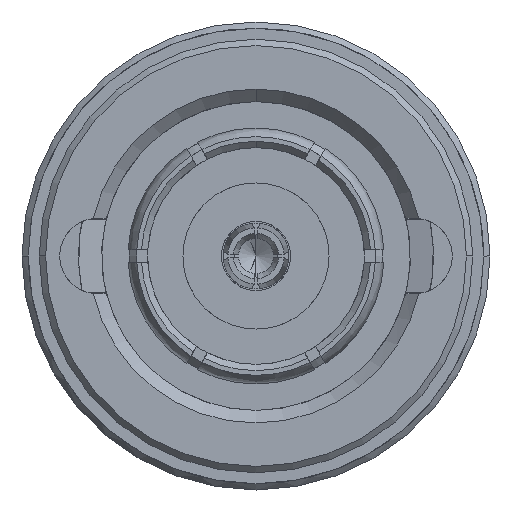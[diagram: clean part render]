
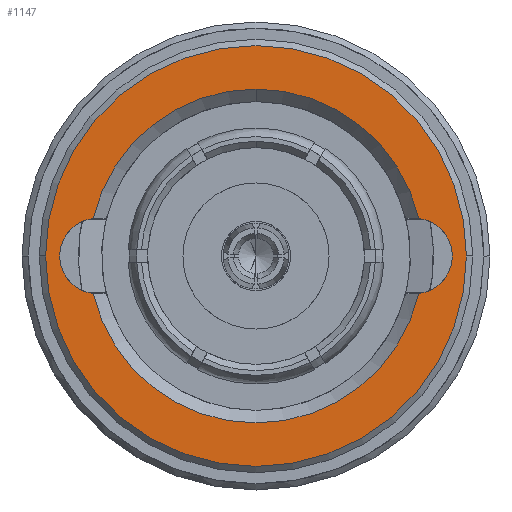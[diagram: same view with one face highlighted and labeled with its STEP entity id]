
A CAD part, left-side view. The second image highlights one B-rep face of the part: STEP entity #1147.
In plain terms, the highlighted planar face has unit normal (-1, 0, 0).
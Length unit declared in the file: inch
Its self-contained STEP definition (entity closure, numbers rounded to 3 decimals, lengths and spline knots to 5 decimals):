
#179 = ORIENTED_EDGE ( 'NONE', *, *, #8817, .F. ) ;
#284 = AXIS2_PLACEMENT_3D ( 'NONE', #9184, #3841, #3047 ) ;
#381 = ORIENTED_EDGE ( 'NONE', *, *, #2721, .T. ) ;
#452 = AXIS2_PLACEMENT_3D ( 'NONE', #10523, #2012, #4395 ) ;
#808 = DIRECTION ( 'NONE',  ( 1., 0., 0. ) ) ;
#819 = CARTESIAN_POINT ( 'NONE',  ( 0., 0., 0. ) ) ;
#1147 = ADVANCED_FACE ( 'NONE', ( #1467, #7654 ), #1635, .F. ) ;
#1217 = CARTESIAN_POINT ( 'NONE',  ( 0., 0.20391, 0.04697 ) ) ;
#1327 = EDGE_LOOP ( 'NONE', ( #179, #2242 ) ) ;
#1429 = AXIS2_PLACEMENT_3D ( 'NONE', #3526, #6997, #6146 ) ;
#1434 = CIRCLE ( 'NONE', #11218, 0.04724 ) ;
#1467 = FACE_BOUND ( 'NONE', #8701, .T. ) ;
#1591 = CIRCLE ( 'NONE', #10466, 0.20925 ) ;
#1593 = CARTESIAN_POINT ( 'NONE',  ( 0., 0., 0. ) ) ;
#1604 = CARTESIAN_POINT ( 'NONE',  ( 0., 0., 0.20925 ) ) ;
#1606 = EDGE_CURVE ( 'NONE', #7307, #5750, #4061, .T. ) ;
#1635 = PLANE ( 'NONE',  #4612 ) ;
#2012 = DIRECTION ( 'NONE',  ( 1., 0., 0. ) ) ;
#2242 = ORIENTED_EDGE ( 'NONE', *, *, #10344, .F. ) ;
#2721 = EDGE_CURVE ( 'NONE', #7307, #5192, #6309, .T. ) ;
#3047 = DIRECTION ( 'NONE',  ( 0., 0., 1. ) ) ;
#3461 = DIRECTION ( 'NONE',  ( 0., 0., 1. ) ) ;
#3526 = CARTESIAN_POINT ( 'NONE',  ( 0., 0.19882, 0. ) ) ;
#3760 = DIRECTION ( 'NONE',  ( 1., 0., 0. ) ) ;
#3841 = DIRECTION ( 'NONE',  ( -1., 0., 0. ) ) ;
#4061 = CIRCLE ( 'NONE', #284, 0.20925 ) ;
#4365 = ORIENTED_EDGE ( 'NONE', *, *, #1606, .F. ) ;
#4395 = DIRECTION ( 'NONE',  ( 0., 1., 0. ) ) ;
#4441 = CIRCLE ( 'NONE', #4619, 0.20925 ) ;
#4612 = AXIS2_PLACEMENT_3D ( 'NONE', #5892, #11002, #8553 ) ;
#4619 = AXIS2_PLACEMENT_3D ( 'NONE', #819, #6646, #3461 ) ;
#4722 = EDGE_CURVE ( 'NONE', #9988, #11166, #1591, .T. ) ;
#4776 = ORIENTED_EDGE ( 'NONE', *, *, #10010, .T. ) ;
#5192 = VERTEX_POINT ( 'NONE', #1217 ) ;
#5642 = CARTESIAN_POINT ( 'NONE',  ( 0., 0.26378, 0. ) ) ;
#5750 = VERTEX_POINT ( 'NONE', #6226 ) ;
#5892 = CARTESIAN_POINT ( 'NONE',  ( 0., 0., 0. ) ) ;
#6031 = DIRECTION ( 'NONE',  ( 0., 0., 1. ) ) ;
#6063 = CARTESIAN_POINT ( 'NONE',  ( 0., -0.26378, 0. ) ) ;
#6065 = CIRCLE ( 'NONE', #452, 0.26378 ) ;
#6146 = DIRECTION ( 'NONE',  ( 0., 0., 1. ) ) ;
#6226 = CARTESIAN_POINT ( 'NONE',  ( 0., -0.20391, -0.04697 ) ) ;
#6309 = CIRCLE ( 'NONE', #1429, 0.04724 ) ;
#6646 = DIRECTION ( 'NONE',  ( 1., 0., 0. ) ) ;
#6997 = DIRECTION ( 'NONE',  ( 1., 0., 0. ) ) ;
#7122 = CARTESIAN_POINT ( 'NONE',  ( 0., 0., 0. ) ) ;
#7180 = DIRECTION ( 'NONE',  ( 0., 0., 1. ) ) ;
#7307 = VERTEX_POINT ( 'NONE', #7691 ) ;
#7342 = ORIENTED_EDGE ( 'NONE', *, *, #4722, .T. ) ;
#7654 = FACE_OUTER_BOUND ( 'NONE', #1327, .T. ) ;
#7691 = CARTESIAN_POINT ( 'NONE',  ( 0., 0.20391, -0.04697 ) ) ;
#7743 = CARTESIAN_POINT ( 'NONE',  ( 0., -0.19882, 0. ) ) ;
#8553 = DIRECTION ( 'NONE',  ( 0., 0., -1. ) ) ;
#8701 = EDGE_LOOP ( 'NONE', ( #381, #9735, #7342, #4776, #4365 ) ) ;
#8817 = EDGE_CURVE ( 'NONE', #8993, #10872, #6065, .T. ) ;
#8821 = CARTESIAN_POINT ( 'NONE',  ( 0., -0.20391, 0.04697 ) ) ;
#8993 = VERTEX_POINT ( 'NONE', #5642 ) ;
#9040 = CIRCLE ( 'NONE', #9582, 0.26378 ) ;
#9162 = EDGE_CURVE ( 'NONE', #5192, #9988, #4441, .T. ) ;
#9184 = CARTESIAN_POINT ( 'NONE',  ( 0., 0., 0. ) ) ;
#9582 = AXIS2_PLACEMENT_3D ( 'NONE', #1593, #808, #10216 ) ;
#9735 = ORIENTED_EDGE ( 'NONE', *, *, #9162, .T. ) ;
#9988 = VERTEX_POINT ( 'NONE', #1604 ) ;
#10010 = EDGE_CURVE ( 'NONE', #11166, #5750, #1434, .T. ) ;
#10216 = DIRECTION ( 'NONE',  ( 0., 1., 0. ) ) ;
#10344 = EDGE_CURVE ( 'NONE', #10872, #8993, #9040, .T. ) ;
#10466 = AXIS2_PLACEMENT_3D ( 'NONE', #7122, #3760, #7180 ) ;
#10523 = CARTESIAN_POINT ( 'NONE',  ( 0., 0., 0. ) ) ;
#10872 = VERTEX_POINT ( 'NONE', #6063 ) ;
#11002 = DIRECTION ( 'NONE',  ( 1., 0., 0. ) ) ;
#11166 = VERTEX_POINT ( 'NONE', #8821 ) ;
#11199 = DIRECTION ( 'NONE',  ( 1., 0., 0. ) ) ;
#11218 = AXIS2_PLACEMENT_3D ( 'NONE', #7743, #11199, #6031 ) ;
